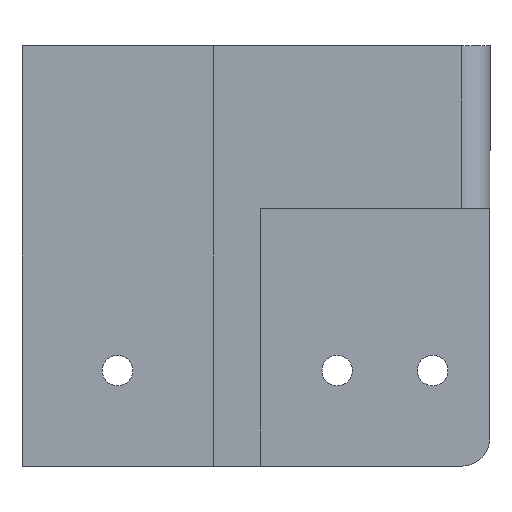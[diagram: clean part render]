
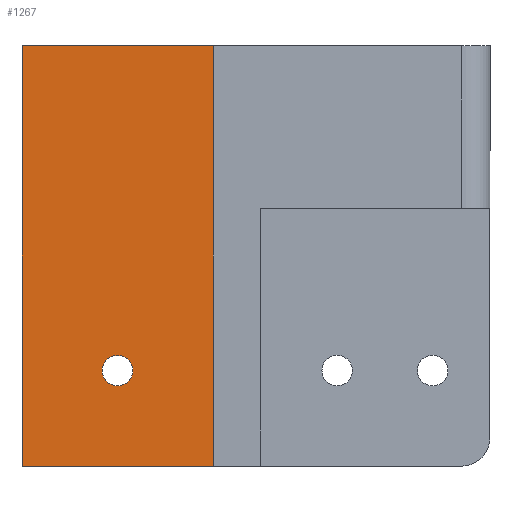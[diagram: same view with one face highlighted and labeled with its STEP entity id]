
A CAD part, left-side view. The second image highlights one B-rep face of the part: STEP entity #1267.
In plain terms, the highlighted planar face has unit normal (-1, 0, 0).
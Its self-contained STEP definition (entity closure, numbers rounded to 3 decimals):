
#357 = VERTEX_POINT('',#358);
#358 = CARTESIAN_POINT('',(-26.,28.,-33.));
#364 = EDGE_CURVE('',#365,#357,#367,.T.);
#365 = VERTEX_POINT('',#366);
#366 = CARTESIAN_POINT('',(-26.,28.,11.));
#367 = LINE('',#368,#369);
#368 = CARTESIAN_POINT('',(-26.,28.,-6.));
#369 = VECTOR('',#370,1.);
#370 = DIRECTION('',(0.,0.,-1.));
#433 = EDGE_CURVE('',#365,#434,#436,.T.);
#434 = VERTEX_POINT('',#435);
#435 = CARTESIAN_POINT('',(-26.,8.,11.));
#436 = LINE('',#437,#438);
#437 = CARTESIAN_POINT('',(-26.,28.,11.));
#438 = VECTOR('',#439,1.);
#439 = DIRECTION('',(0.,-1.,0.));
#1214 = EDGE_CURVE('',#1215,#357,#1217,.T.);
#1215 = VERTEX_POINT('',#1216);
#1216 = CARTESIAN_POINT('',(-26.,8.,-33.));
#1217 = LINE('',#1218,#1219);
#1218 = CARTESIAN_POINT('',(-26.,8.,-33.));
#1219 = VECTOR('',#1220,1.);
#1220 = DIRECTION('',(0.,1.,0.));
#1267 = ADVANCED_FACE('',(#1268,#1279),#1290,.T.);
#1268 = FACE_BOUND('',#1269,.T.);
#1269 = EDGE_LOOP('',(#1270,#1271,#1272,#1278));
#1270 = ORIENTED_EDGE('',*,*,#364,.T.);
#1271 = ORIENTED_EDGE('',*,*,#1214,.F.);
#1272 = ORIENTED_EDGE('',*,*,#1273,.F.);
#1273 = EDGE_CURVE('',#434,#1215,#1274,.T.);
#1274 = LINE('',#1275,#1276);
#1275 = CARTESIAN_POINT('',(-26.,8.,-6.));
#1276 = VECTOR('',#1277,1.);
#1277 = DIRECTION('',(0.,0.,-1.));
#1278 = ORIENTED_EDGE('',*,*,#433,.F.);
#1279 = FACE_BOUND('',#1280,.T.);
#1280 = EDGE_LOOP('',(#1281));
#1281 = ORIENTED_EDGE('',*,*,#1282,.F.);
#1282 = EDGE_CURVE('',#1283,#1283,#1285,.T.);
#1283 = VERTEX_POINT('',#1284);
#1284 = CARTESIAN_POINT('',(-26.,18.,-24.6));
#1285 = CIRCLE('',#1286,1.6);
#1286 = AXIS2_PLACEMENT_3D('',#1287,#1288,#1289);
#1287 = CARTESIAN_POINT('',(-26.,18.,-23.));
#1288 = DIRECTION('',(-1.,-0.,-0.));
#1289 = DIRECTION('',(0.,0.,-1.));
#1290 = PLANE('',#1291);
#1291 = AXIS2_PLACEMENT_3D('',#1292,#1293,#1294);
#1292 = CARTESIAN_POINT('',(-26.,18.,-11.));
#1293 = DIRECTION('',(-1.,-0.,-0.));
#1294 = DIRECTION('',(0.,0.,-1.));
